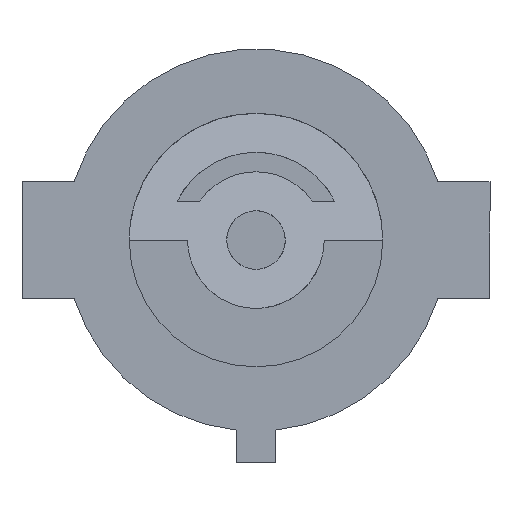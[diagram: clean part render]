
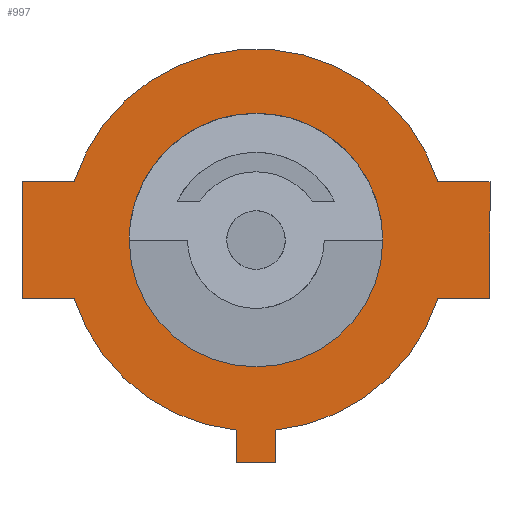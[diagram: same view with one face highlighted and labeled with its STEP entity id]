
A CAD part, front view. The second image highlights one B-rep face of the part: STEP entity #997.
In plain terms, the highlighted planar face has unit normal (0, -1, 0).
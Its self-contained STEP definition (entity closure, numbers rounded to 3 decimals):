
#5 = DIRECTION ( 'NONE',  ( 0., 1., 0. ) ) ;
#6 = CARTESIAN_POINT ( 'NONE',  ( 0., 0., 0. ) ) ;
#9 = DIRECTION ( 'NONE',  ( 0., 0., 1. ) ) ;
#10 = DIRECTION ( 'NONE',  ( 0., -1., 0. ) ) ;
#12 = CARTESIAN_POINT ( 'NONE',  ( 0., 0., 0. ) ) ;
#14 = DIRECTION ( 'NONE',  ( 0., 0., 1. ) ) ;
#15 = CARTESIAN_POINT ( 'NONE',  ( 6., 0., 0. ) ) ;
#17 = DIRECTION ( 'NONE',  ( 0., 0., 1. ) ) ;
#18 = DIRECTION ( 'NONE',  ( 0., 1., 0. ) ) ;
#20 = CARTESIAN_POINT ( 'NONE',  ( 0., 0., 0. ) ) ;
#21 = CARTESIAN_POINT ( 'NONE',  ( 0., 0., -1.5 ) ) ;
#25 = DIRECTION ( 'NONE',  ( 1., 0., 0. ) ) ;
#27 = DIRECTION ( 'NONE',  ( 0., 0., -1. ) ) ;
#29 = DIRECTION ( 'NONE',  ( -1., 0., 0. ) ) ;
#32 = CARTESIAN_POINT ( 'NONE',  ( 0., 0., -5.7 ) ) ;
#34 = DIRECTION ( 'NONE',  ( 0., 0., 1. ) ) ;
#35 = DIRECTION ( 'NONE',  ( 0., 1., 0. ) ) ;
#36 = CARTESIAN_POINT ( 'NONE',  ( 0., 0., 0. ) ) ;
#38 = CARTESIAN_POINT ( 'NONE',  ( -0.5, 0., 0. ) ) ;
#39 = CARTESIAN_POINT ( 'NONE',  ( 0.5, 0., 0. ) ) ;
#40 = DIRECTION ( 'NONE',  ( 0., 0., -1. ) ) ;
#41 = DIRECTION ( 'NONE',  ( 1., 0., 0. ) ) ;
#43 = DIRECTION ( 'NONE',  ( 0., 0., 1. ) ) ;
#45 = DIRECTION ( 'NONE',  ( 0., 0., 1. ) ) ;
#46 = DIRECTION ( 'NONE',  ( 0., 1., 0. ) ) ;
#47 = CARTESIAN_POINT ( 'NONE',  ( 0., 0., 0. ) ) ;
#48 = CARTESIAN_POINT ( 'NONE',  ( 0., 0., 1.5 ) ) ;
#50 = CARTESIAN_POINT ( 'NONE',  ( -6., 0., 0. ) ) ;
#51 = CARTESIAN_POINT ( 'NONE',  ( 0., 0., -1.5 ) ) ;
#52 = DIRECTION ( 'NONE',  ( 1., 0., 0. ) ) ;
#54 = DIRECTION ( 'NONE',  ( 1., 0., 0. ) ) ;
#62 = CARTESIAN_POINT ( 'NONE',  ( 0., 0., 1.5 ) ) ;
#153 = EDGE_CURVE ( 'NONE', #1053, #1500, #899, .T. ) ;
#154 = EDGE_CURVE ( 'NONE', #1057, #1053, #903, .T. ) ;
#155 = EDGE_CURVE ( 'NONE', #1050, #1057, #905, .T. ) ;
#156 = EDGE_CURVE ( 'NONE', #1056, #1050, #907, .T. ) ;
#157 = EDGE_CURVE ( 'NONE', #1056, #1046, #908, .T. ) ;
#158 = EDGE_CURVE ( 'NONE', #1049, #1046, #910, .T. ) ;
#159 = EDGE_CURVE ( 'NONE', #1049, #1461, #912, .T. ) ;
#160 = EDGE_CURVE ( 'NONE', #1047, #1461, #915, .T. ) ;
#161 = EDGE_CURVE ( 'NONE', #1051, #1047, #914, .T. ) ;
#162 = EDGE_CURVE ( 'NONE', #1462, #1051, #917, .T. ) ;
#163 = EDGE_CURVE ( 'NONE', #1462, #1457, #919, .T. ) ;
#164 = EDGE_CURVE ( 'NONE', #1457, #1500, #922, .T. ) ;
#165 = EDGE_CURVE ( 'NONE', #1460, #1456, #257, .T. ) ;
#166 = EDGE_CURVE ( 'NONE', #1460, #1454, #259, .T. ) ;
#167 = EDGE_CURVE ( 'NONE', #1454, #1456, #261, .T. ) ;
#189 = AXIS2_PLACEMENT_3D ( 'NONE', #47, #46, #45 ) ;
#190 = AXIS2_PLACEMENT_3D ( 'NONE', #36, #35, #34 ) ;
#191 = AXIS2_PLACEMENT_3D ( 'NONE', #20, #18, #17 ) ;
#192 = AXIS2_PLACEMENT_3D ( 'NONE', #12, #10, #9 ) ;
#193 = AXIS2_PLACEMENT_3D ( 'NONE', #6, #5, #1584 ) ;
#194 = AXIS2_PLACEMENT_3D ( 'NONE', #1562, #1567, #1585 ) ;
#203 = AXIS2_PLACEMENT_3D ( 'NONE', #1573, #1579, #1569 ) ;
#238 = VECTOR ( 'NONE', #14, 1000. ) ;
#257 = CIRCLE ( 'NONE', #192, 3.25 ) ;
#259 = CIRCLE ( 'NONE', #193, 3.25 ) ;
#261 = CIRCLE ( 'NONE', #194, 3.25 ) ;
#266 = FACE_OUTER_BOUND ( 'NONE', #1516, .T. ) ;
#276 = FACE_BOUND ( 'NONE', #853, .T. ) ;
#680 = CARTESIAN_POINT ( 'NONE',  ( -4.665, 0., -1.5 ) ) ;
#684 = CARTESIAN_POINT ( 'NONE',  ( 4.665, 0., 1.5 ) ) ;
#685 = CARTESIAN_POINT ( 'NONE',  ( 0.5, 0., -5.7 ) ) ;
#687 = CARTESIAN_POINT ( 'NONE',  ( -0.5, 0., -4.874 ) ) ;
#688 = CARTESIAN_POINT ( 'NONE',  ( -6., 0., 1.5 ) ) ;
#689 = CARTESIAN_POINT ( 'NONE',  ( 0.5, 0., -4.874 ) ) ;
#692 = CARTESIAN_POINT ( 'NONE',  ( -6., 0., -1.5 ) ) ;
#693 = CARTESIAN_POINT ( 'NONE',  ( -4.665, 0., 1.5 ) ) ;
#853 = EDGE_LOOP ( 'NONE', ( #1649, #1650, #1651 ) ) ;
#899 = LINE ( 'NONE', #62, #906 ) ;
#903 = CIRCLE ( 'NONE', #189, 4.9 ) ;
#905 = LINE ( 'NONE', #48, #909 ) ;
#906 = VECTOR ( 'NONE', #54, 1000. ) ;
#907 = LINE ( 'NONE', #50, #911 ) ;
#908 = LINE ( 'NONE', #51, #913 ) ;
#909 = VECTOR ( 'NONE', #52, 1000. ) ;
#910 = CIRCLE ( 'NONE', #190, 4.9 ) ;
#911 = VECTOR ( 'NONE', #43, 1000. ) ;
#912 = LINE ( 'NONE', #38, #916 ) ;
#913 = VECTOR ( 'NONE', #41, 1000. ) ;
#914 = LINE ( 'NONE', #39, #920 ) ;
#915 = LINE ( 'NONE', #32, #918 ) ;
#916 = VECTOR ( 'NONE', #40, 1000. ) ;
#917 = CIRCLE ( 'NONE', #191, 4.9 ) ;
#918 = VECTOR ( 'NONE', #29, 1000. ) ;
#919 = LINE ( 'NONE', #21, #923 ) ;
#920 = VECTOR ( 'NONE', #27, 1000. ) ;
#922 = LINE ( 'NONE', #15, #238 ) ;
#923 = VECTOR ( 'NONE', #25, 1000. ) ;
#997 = ADVANCED_FACE ( 'NONE', ( #266, #276 ), #1544, .F. ) ;
#1046 = VERTEX_POINT ( 'NONE', #680 ) ;
#1047 = VERTEX_POINT ( 'NONE', #685 ) ;
#1049 = VERTEX_POINT ( 'NONE', #687 ) ;
#1050 = VERTEX_POINT ( 'NONE', #688 ) ;
#1051 = VERTEX_POINT ( 'NONE', #689 ) ;
#1053 = VERTEX_POINT ( 'NONE', #684 ) ;
#1056 = VERTEX_POINT ( 'NONE', #692 ) ;
#1057 = VERTEX_POINT ( 'NONE', #693 ) ;
#1349 = CARTESIAN_POINT ( 'NONE',  ( 0., 0., 3.25 ) ) ;
#1351 = CARTESIAN_POINT ( 'NONE',  ( 3.25, 0., 0. ) ) ;
#1352 = CARTESIAN_POINT ( 'NONE',  ( 6., 0., -1.5 ) ) ;
#1355 = CARTESIAN_POINT ( 'NONE',  ( -3.25, 0., 0. ) ) ;
#1356 = CARTESIAN_POINT ( 'NONE',  ( -0.5, 0., -5.7 ) ) ;
#1357 = CARTESIAN_POINT ( 'NONE',  ( 4.665, 0., -1.5 ) ) ;
#1386 = CARTESIAN_POINT ( 'NONE',  ( 6., 0., 1.5 ) ) ;
#1454 = VERTEX_POINT ( 'NONE', #1349 ) ;
#1456 = VERTEX_POINT ( 'NONE', #1351 ) ;
#1457 = VERTEX_POINT ( 'NONE', #1352 ) ;
#1460 = VERTEX_POINT ( 'NONE', #1355 ) ;
#1461 = VERTEX_POINT ( 'NONE', #1356 ) ;
#1462 = VERTEX_POINT ( 'NONE', #1357 ) ;
#1500 = VERTEX_POINT ( 'NONE', #1386 ) ;
#1516 = EDGE_LOOP ( 'NONE', ( #1637, #1638, #1639, #1640, #1641, #1642, #1643, #1644, #1645, #1646, #1647, #1648 ) ) ;
#1544 = PLANE ( 'NONE',  #203 ) ;
#1562 = CARTESIAN_POINT ( 'NONE',  ( 0., 0., 0. ) ) ;
#1567 = DIRECTION ( 'NONE',  ( 0., 1., 0. ) ) ;
#1569 = DIRECTION ( 'NONE',  ( 0., 0., 1. ) ) ;
#1573 = CARTESIAN_POINT ( 'NONE',  ( 0., 0., 0. ) ) ;
#1579 = DIRECTION ( 'NONE',  ( 0., 1., 0. ) ) ;
#1584 = DIRECTION ( 'NONE',  ( 0., 0., -1. ) ) ;
#1585 = DIRECTION ( 'NONE',  ( 0., 0., -1. ) ) ;
#1637 = ORIENTED_EDGE ( 'NONE', *, *, #153, .F. ) ;
#1638 = ORIENTED_EDGE ( 'NONE', *, *, #154, .F. ) ;
#1639 = ORIENTED_EDGE ( 'NONE', *, *, #155, .F. ) ;
#1640 = ORIENTED_EDGE ( 'NONE', *, *, #156, .F. ) ;
#1641 = ORIENTED_EDGE ( 'NONE', *, *, #157, .T. ) ;
#1642 = ORIENTED_EDGE ( 'NONE', *, *, #158, .F. ) ;
#1643 = ORIENTED_EDGE ( 'NONE', *, *, #159, .T. ) ;
#1644 = ORIENTED_EDGE ( 'NONE', *, *, #160, .F. ) ;
#1645 = ORIENTED_EDGE ( 'NONE', *, *, #161, .F. ) ;
#1646 = ORIENTED_EDGE ( 'NONE', *, *, #162, .F. ) ;
#1647 = ORIENTED_EDGE ( 'NONE', *, *, #163, .T. ) ;
#1648 = ORIENTED_EDGE ( 'NONE', *, *, #164, .T. ) ;
#1649 = ORIENTED_EDGE ( 'NONE', *, *, #165, .F. ) ;
#1650 = ORIENTED_EDGE ( 'NONE', *, *, #166, .T. ) ;
#1651 = ORIENTED_EDGE ( 'NONE', *, *, #167, .T. ) ;
